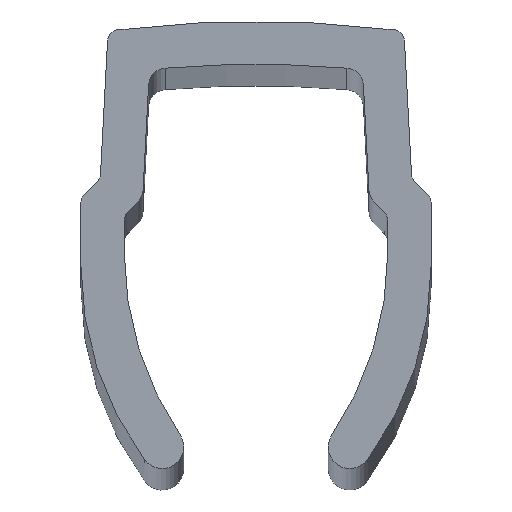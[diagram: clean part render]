
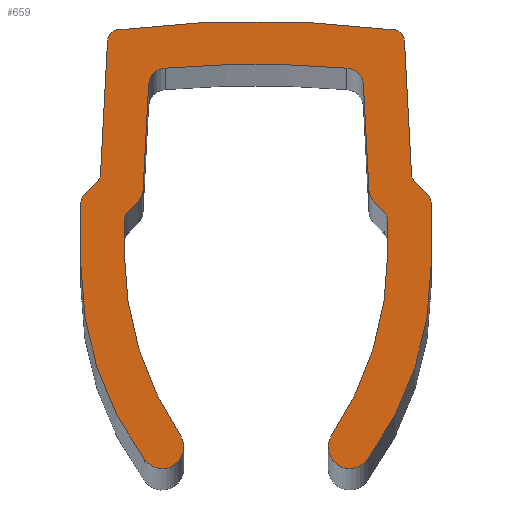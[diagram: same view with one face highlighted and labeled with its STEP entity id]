
A CAD part, top view. The second image highlights one B-rep face of the part: STEP entity #659.
In plain terms, the highlighted planar face has unit normal (0, 0, 1).
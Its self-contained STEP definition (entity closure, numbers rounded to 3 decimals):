
#33=PLANE('',#746);
#36=LINE('',#964,#92);
#42=LINE('',#988,#98);
#46=LINE('',#1000,#102);
#50=LINE('',#1012,#106);
#56=LINE('',#1036,#112);
#60=LINE('',#1048,#116);
#64=LINE('',#1060,#120);
#70=LINE('',#1084,#126);
#74=LINE('',#1096,#130);
#78=LINE('',#1108,#134);
#84=LINE('',#1132,#140);
#88=LINE('',#1144,#144);
#92=VECTOR('',#759,1000.);
#98=VECTOR('',#785,1000.);
#102=VECTOR('',#797,1000.);
#106=VECTOR('',#809,1000.);
#112=VECTOR('',#835,1000.);
#116=VECTOR('',#847,1000.);
#120=VECTOR('',#859,1000.);
#126=VECTOR('',#885,1000.);
#130=VECTOR('',#897,1000.);
#134=VECTOR('',#909,1000.);
#140=VECTOR('',#935,1000.);
#144=VECTOR('',#947,1000.);
#306=ORIENTED_EDGE('',*,*,#338,.T.);
#307=ORIENTED_EDGE('',*,*,#342,.T.);
#308=ORIENTED_EDGE('',*,*,#345,.T.);
#309=ORIENTED_EDGE('',*,*,#348,.T.);
#310=ORIENTED_EDGE('',*,*,#351,.F.);
#311=ORIENTED_EDGE('',*,*,#354,.T.);
#312=ORIENTED_EDGE('',*,*,#357,.F.);
#313=ORIENTED_EDGE('',*,*,#360,.T.);
#314=ORIENTED_EDGE('',*,*,#363,.T.);
#315=ORIENTED_EDGE('',*,*,#366,.T.);
#316=ORIENTED_EDGE('',*,*,#369,.F.);
#317=ORIENTED_EDGE('',*,*,#372,.F.);
#318=ORIENTED_EDGE('',*,*,#375,.F.);
#319=ORIENTED_EDGE('',*,*,#378,.T.);
#320=ORIENTED_EDGE('',*,*,#381,.T.);
#321=ORIENTED_EDGE('',*,*,#384,.T.);
#322=ORIENTED_EDGE('',*,*,#387,.F.);
#323=ORIENTED_EDGE('',*,*,#390,.T.);
#324=ORIENTED_EDGE('',*,*,#393,.F.);
#325=ORIENTED_EDGE('',*,*,#396,.T.);
#326=ORIENTED_EDGE('',*,*,#399,.T.);
#327=ORIENTED_EDGE('',*,*,#402,.T.);
#328=ORIENTED_EDGE('',*,*,#405,.T.);
#329=ORIENTED_EDGE('',*,*,#408,.T.);
#330=ORIENTED_EDGE('',*,*,#411,.F.);
#331=ORIENTED_EDGE('',*,*,#414,.T.);
#332=ORIENTED_EDGE('',*,*,#417,.T.);
#333=ORIENTED_EDGE('',*,*,#420,.T.);
#334=ORIENTED_EDGE('',*,*,#423,.T.);
#335=ORIENTED_EDGE('',*,*,#426,.T.);
#336=ORIENTED_EDGE('',*,*,#429,.F.);
#337=ORIENTED_EDGE('',*,*,#432,.T.);
#338=EDGE_CURVE('',#434,#435,#498,.T.);
#342=EDGE_CURVE('',#435,#438,#36,.T.);
#345=EDGE_CURVE('',#438,#440,#500,.T.);
#348=EDGE_CURVE('',#440,#442,#502,.T.);
#351=EDGE_CURVE('',#444,#442,#504,.T.);
#354=EDGE_CURVE('',#444,#446,#42,.T.);
#357=EDGE_CURVE('',#448,#446,#506,.T.);
#360=EDGE_CURVE('',#448,#450,#46,.T.);
#363=EDGE_CURVE('',#450,#452,#508,.T.);
#366=EDGE_CURVE('',#452,#454,#50,.T.);
#369=EDGE_CURVE('',#456,#454,#510,.T.);
#372=EDGE_CURVE('',#458,#456,#512,.T.);
#375=EDGE_CURVE('',#460,#458,#514,.T.);
#378=EDGE_CURVE('',#460,#462,#56,.T.);
#381=EDGE_CURVE('',#462,#464,#516,.T.);
#384=EDGE_CURVE('',#464,#466,#60,.T.);
#387=EDGE_CURVE('',#468,#466,#518,.T.);
#390=EDGE_CURVE('',#468,#470,#64,.T.);
#393=EDGE_CURVE('',#472,#470,#520,.T.);
#396=EDGE_CURVE('',#472,#474,#522,.T.);
#399=EDGE_CURVE('',#474,#476,#524,.T.);
#402=EDGE_CURVE('',#476,#478,#70,.T.);
#405=EDGE_CURVE('',#478,#480,#526,.T.);
#408=EDGE_CURVE('',#480,#482,#74,.T.);
#411=EDGE_CURVE('',#484,#482,#528,.T.);
#414=EDGE_CURVE('',#484,#486,#78,.T.);
#417=EDGE_CURVE('',#486,#488,#530,.T.);
#420=EDGE_CURVE('',#488,#490,#532,.T.);
#423=EDGE_CURVE('',#490,#492,#534,.T.);
#426=EDGE_CURVE('',#492,#494,#84,.T.);
#429=EDGE_CURVE('',#496,#494,#536,.T.);
#432=EDGE_CURVE('',#496,#434,#88,.T.);
#434=VERTEX_POINT('',#956);
#435=VERTEX_POINT('',#957);
#438=VERTEX_POINT('',#965);
#440=VERTEX_POINT('',#971);
#442=VERTEX_POINT('',#977);
#444=VERTEX_POINT('',#983);
#446=VERTEX_POINT('',#989);
#448=VERTEX_POINT('',#995);
#450=VERTEX_POINT('',#1001);
#452=VERTEX_POINT('',#1007);
#454=VERTEX_POINT('',#1013);
#456=VERTEX_POINT('',#1019);
#458=VERTEX_POINT('',#1025);
#460=VERTEX_POINT('',#1031);
#462=VERTEX_POINT('',#1037);
#464=VERTEX_POINT('',#1043);
#466=VERTEX_POINT('',#1049);
#468=VERTEX_POINT('',#1055);
#470=VERTEX_POINT('',#1061);
#472=VERTEX_POINT('',#1067);
#474=VERTEX_POINT('',#1073);
#476=VERTEX_POINT('',#1079);
#478=VERTEX_POINT('',#1085);
#480=VERTEX_POINT('',#1091);
#482=VERTEX_POINT('',#1097);
#484=VERTEX_POINT('',#1103);
#486=VERTEX_POINT('',#1109);
#488=VERTEX_POINT('',#1115);
#490=VERTEX_POINT('',#1121);
#492=VERTEX_POINT('',#1127);
#494=VERTEX_POINT('',#1133);
#496=VERTEX_POINT('',#1139);
#498=CIRCLE('',#674,0.3);
#500=CIRCLE('',#678,9.);
#502=CIRCLE('',#681,0.6);
#504=CIRCLE('',#684,9.);
#506=CIRCLE('',#688,0.3);
#508=CIRCLE('',#692,0.5);
#510=CIRCLE('',#696,0.5);
#512=CIRCLE('',#699,30.);
#514=CIRCLE('',#702,0.5);
#516=CIRCLE('',#706,0.5);
#518=CIRCLE('',#710,0.3);
#520=CIRCLE('',#714,9.);
#522=CIRCLE('',#717,0.6);
#524=CIRCLE('',#720,9.);
#526=CIRCLE('',#724,0.3);
#528=CIRCLE('',#728,0.3);
#530=CIRCLE('',#732,0.3);
#532=CIRCLE('',#735,30.);
#534=CIRCLE('',#738,0.3);
#536=CIRCLE('',#742,0.3);
#571=EDGE_LOOP('',(#306,#307,#308,#309,#310,#311,#312,#313,#314,#315,#316,
#317,#318,#319,#320,#321,#322,#323,#324,#325,#326,#327,#328,#329,#330,#331,
#332,#333,#334,#335,#336,#337));
#605=FACE_BOUND('',#571,.T.);
#659=ADVANCED_FACE('',(#605),#33,.T.);
#674=AXIS2_PLACEMENT_3D('',#955,#751,#752);
#678=AXIS2_PLACEMENT_3D('',#970,#764,#765);
#681=AXIS2_PLACEMENT_3D('',#976,#771,#772);
#684=AXIS2_PLACEMENT_3D('',#982,#778,#779);
#688=AXIS2_PLACEMENT_3D('',#994,#790,#791);
#692=AXIS2_PLACEMENT_3D('',#1006,#802,#803);
#696=AXIS2_PLACEMENT_3D('',#1018,#814,#815);
#699=AXIS2_PLACEMENT_3D('',#1024,#821,#822);
#702=AXIS2_PLACEMENT_3D('',#1030,#828,#829);
#706=AXIS2_PLACEMENT_3D('',#1042,#840,#841);
#710=AXIS2_PLACEMENT_3D('',#1054,#852,#853);
#714=AXIS2_PLACEMENT_3D('',#1066,#864,#865);
#717=AXIS2_PLACEMENT_3D('',#1072,#871,#872);
#720=AXIS2_PLACEMENT_3D('',#1078,#878,#879);
#724=AXIS2_PLACEMENT_3D('',#1090,#890,#891);
#728=AXIS2_PLACEMENT_3D('',#1102,#902,#903);
#732=AXIS2_PLACEMENT_3D('',#1114,#914,#915);
#735=AXIS2_PLACEMENT_3D('',#1120,#921,#922);
#738=AXIS2_PLACEMENT_3D('',#1126,#928,#929);
#742=AXIS2_PLACEMENT_3D('',#1138,#940,#941);
#746=AXIS2_PLACEMENT_3D('',#1147,#951,#952);
#751=DIRECTION('',(0.,0.,1.));
#752=DIRECTION('',(1.,0.,0.));
#759=DIRECTION('',(0.,-1.,0.));
#764=DIRECTION('',(0.,0.,1.));
#765=DIRECTION('',(1.,0.,0.));
#771=DIRECTION('',(0.,0.,1.));
#772=DIRECTION('',(1.,0.,0.));
#778=DIRECTION('',(0.,0.,1.));
#779=DIRECTION('',(1.,0.,0.));
#785=DIRECTION('',(0.,1.,0.));
#790=DIRECTION('',(0.,0.,1.));
#791=DIRECTION('',(1.,0.,0.));
#797=DIRECTION('',(0.707,0.707,0.));
#802=DIRECTION('',(0.,0.,1.));
#803=DIRECTION('',(1.,0.,0.));
#809=DIRECTION('',(0.052,0.999,0.));
#814=DIRECTION('',(0.,0.,1.));
#815=DIRECTION('',(1.,0.,0.));
#821=DIRECTION('',(0.,0.,1.));
#822=DIRECTION('',(1.,0.,0.));
#828=DIRECTION('',(0.,0.,1.));
#829=DIRECTION('',(1.,0.,0.));
#835=DIRECTION('',(0.052,-0.999,0.));
#840=DIRECTION('',(0.,0.,1.));
#841=DIRECTION('',(1.,0.,0.));
#847=DIRECTION('',(0.707,-0.707,0.));
#852=DIRECTION('',(0.,0.,1.));
#853=DIRECTION('',(1.,0.,0.));
#859=DIRECTION('',(0.,-1.,0.));
#864=DIRECTION('',(0.,0.,1.));
#865=DIRECTION('',(1.,0.,0.));
#871=DIRECTION('',(0.,0.,1.));
#872=DIRECTION('',(1.,0.,0.));
#878=DIRECTION('',(0.,0.,1.));
#879=DIRECTION('',(1.,0.,0.));
#885=DIRECTION('',(0.,1.,0.));
#890=DIRECTION('',(0.,0.,1.));
#891=DIRECTION('',(1.,0.,0.));
#897=DIRECTION('',(-0.707,0.707,0.));
#902=DIRECTION('',(0.,0.,1.));
#903=DIRECTION('',(1.,0.,0.));
#909=DIRECTION('',(-0.052,0.999,0.));
#914=DIRECTION('',(0.,0.,1.));
#915=DIRECTION('',(1.,0.,0.));
#921=DIRECTION('',(0.,0.,1.));
#922=DIRECTION('',(1.,0.,0.));
#928=DIRECTION('',(0.,0.,1.));
#929=DIRECTION('',(1.,0.,0.));
#935=DIRECTION('',(-0.052,-0.999,0.));
#940=DIRECTION('',(0.,0.,1.));
#941=DIRECTION('',(1.,0.,0.));
#947=DIRECTION('',(-0.707,-0.707,0.));
#951=DIRECTION('',(0.,0.,1.));
#952=DIRECTION('',(1.,0.,0.));
#955=CARTESIAN_POINT('',(-4.55,7.376,0.));
#956=CARTESIAN_POINT('',(-4.762,7.588,0.));
#957=CARTESIAN_POINT('',(-4.85,7.376,0.));
#964=CARTESIAN_POINT('',(-4.85,7.376,0.));
#965=CARTESIAN_POINT('',(-4.85,5.6,0.));
#970=CARTESIAN_POINT('',(4.15,5.6,0.));
#971=CARTESIAN_POINT('',(-3.09,0.254,0.));
#976=CARTESIAN_POINT('',(-2.6,0.6,0.));
#977=CARTESIAN_POINT('',(-2.103,0.936,0.));
#982=CARTESIAN_POINT('',(5.35,5.981,0.));
#983=CARTESIAN_POINT('',(-3.65,5.981,0.));
#988=CARTESIAN_POINT('',(-3.65,5.981,0.));
#989=CARTESIAN_POINT('',(-3.65,6.879,0.));
#994=CARTESIAN_POINT('',(-3.35,6.879,0.));
#995=CARTESIAN_POINT('',(-3.562,7.091,0.));
#1000=CARTESIAN_POINT('',(-3.562,7.091,0.));
#1001=CARTESIAN_POINT('',(-3.275,7.378,0.));
#1006=CARTESIAN_POINT('',(-3.629,7.731,0.));
#1007=CARTESIAN_POINT('',(-3.13,7.705,0.));
#1012=CARTESIAN_POINT('',(-3.13,7.705,0.));
#1013=CARTESIAN_POINT('',(-2.977,10.622,0.));
#1018=CARTESIAN_POINT('',(-2.477,10.596,0.));
#1019=CARTESIAN_POINT('',(-2.519,11.094,0.));
#1024=CARTESIAN_POINT('',(0.,-18.8,0.));
#1025=CARTESIAN_POINT('',(2.519,11.094,0.));
#1030=CARTESIAN_POINT('',(2.477,10.596,0.));
#1031=CARTESIAN_POINT('',(2.977,10.622,0.));
#1036=CARTESIAN_POINT('',(2.977,10.622,0.));
#1037=CARTESIAN_POINT('',(3.13,7.705,0.));
#1042=CARTESIAN_POINT('',(3.629,7.731,0.));
#1043=CARTESIAN_POINT('',(3.275,7.378,0.));
#1048=CARTESIAN_POINT('',(3.275,7.378,0.));
#1049=CARTESIAN_POINT('',(3.562,7.091,0.));
#1054=CARTESIAN_POINT('',(3.35,6.879,0.));
#1055=CARTESIAN_POINT('',(3.65,6.879,0.));
#1060=CARTESIAN_POINT('',(3.65,6.879,0.));
#1061=CARTESIAN_POINT('',(3.65,5.981,0.));
#1066=CARTESIAN_POINT('',(-5.35,5.981,0.));
#1067=CARTESIAN_POINT('',(2.103,0.936,0.));
#1072=CARTESIAN_POINT('',(2.6,0.6,0.));
#1073=CARTESIAN_POINT('',(3.09,0.254,0.));
#1078=CARTESIAN_POINT('',(-4.15,5.6,0.));
#1079=CARTESIAN_POINT('',(4.85,5.6,0.));
#1084=CARTESIAN_POINT('',(4.85,5.6,0.));
#1085=CARTESIAN_POINT('',(4.85,7.376,0.));
#1090=CARTESIAN_POINT('',(4.55,7.376,0.));
#1091=CARTESIAN_POINT('',(4.762,7.588,0.));
#1096=CARTESIAN_POINT('',(4.762,7.588,0.));
#1097=CARTESIAN_POINT('',(4.395,7.955,0.));
#1102=CARTESIAN_POINT('',(4.608,8.167,0.));
#1103=CARTESIAN_POINT('',(4.308,8.151,0.));
#1108=CARTESIAN_POINT('',(4.308,8.151,0.));
#1109=CARTESIAN_POINT('',(4.113,11.87,0.));
#1114=CARTESIAN_POINT('',(3.813,11.854,0.));
#1115=CARTESIAN_POINT('',(3.852,12.152,0.));
#1120=CARTESIAN_POINT('',(0.,-17.6,0.));
#1121=CARTESIAN_POINT('',(-3.852,12.152,0.));
#1126=CARTESIAN_POINT('',(-3.813,11.854,0.));
#1127=CARTESIAN_POINT('',(-4.113,11.87,0.));
#1132=CARTESIAN_POINT('',(-4.113,11.87,0.));
#1133=CARTESIAN_POINT('',(-4.308,8.151,0.));
#1138=CARTESIAN_POINT('',(-4.608,8.167,0.));
#1139=CARTESIAN_POINT('',(-4.395,7.955,0.));
#1144=CARTESIAN_POINT('',(-4.395,7.955,0.));
#1147=CARTESIAN_POINT('',(-4.55,7.376,0.));
